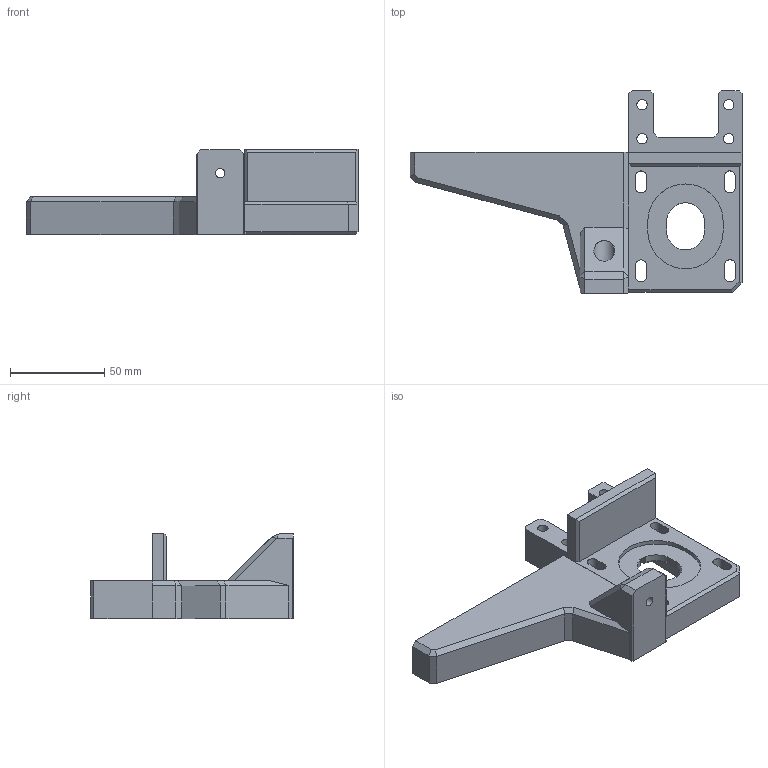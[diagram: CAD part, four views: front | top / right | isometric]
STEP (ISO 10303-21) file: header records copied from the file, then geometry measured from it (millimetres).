
FILE_DESCRIPTION(/* description */ ('','CAx-IF Rec.Pracs.---Representation and Presentation of Product Manufacturing Information (PMI)---4.0---2014-10-13'),/* implementation_level */ '2;1');
FILE_NAME(/* name */ 'Y Axis motor mount RIGHT.step',/* time_stamp */ '2024-11-23T18:33:26+01:00',/* author */ (''),/* organization */ (''),/* preprocessor_version */ 'ST-DEVELOPER v20',/* originating_system */ 'Autodesk Translation Framework v13.20.0.188',/* authorisation */ '');
FILE_SCHEMA (('AP242_MANAGED_MODEL_BASED_3D_ENGINEERING_MIM_LF { 1 0 10303 442 1 1 4 }'));
Length unit declared in the file: millimetre
Products named in the file (1): Y Axis motor mount RIGHT
Bounding box: 176.11 x 107.5 x 45.1 mm (x, y, z)
Volume: 182183.6 mm3; surface area: 41828.1 mm2
Topology: 1 solids, 1 shells, 348 faces, 957 edges, 620 vertices
Faces by surface type: cylinder 200, plane 122, cone 17, bspline 9
Full cylindrical faces by diameter (mm): 3.332 x40, 4.109 x12, 4.11 x4, 5 x1, 5.5 x4, 11 x1
Entity records: 21040 total; most frequent: CARTESIAN_POINT 12810, ORIENTED_EDGE 1914, DIRECTION 1366, EDGE_CURVE 957, VERTEX_POINT 620, LINE 490, VECTOR 490, AXIS2_PLACEMENT_3D 438
